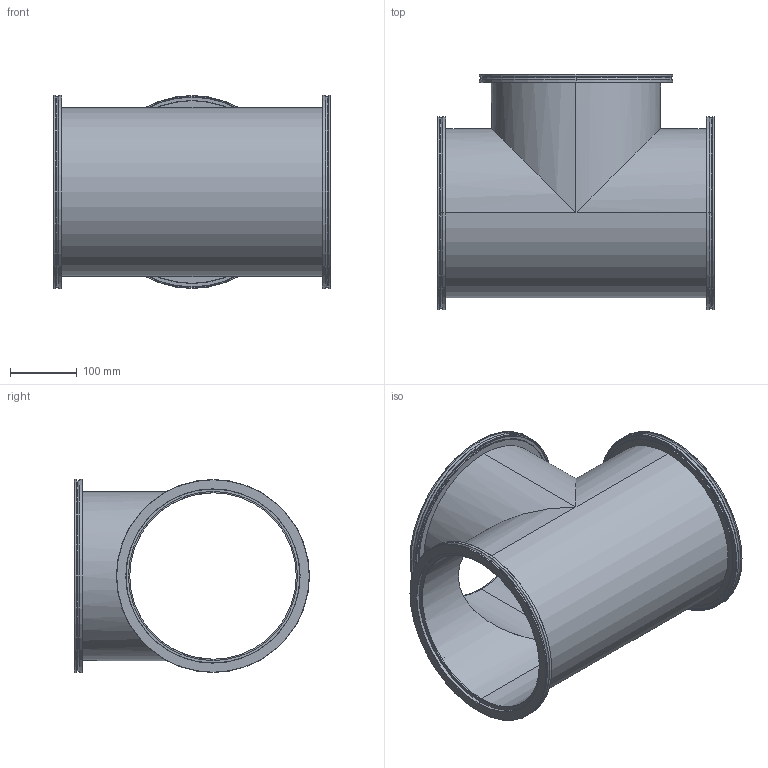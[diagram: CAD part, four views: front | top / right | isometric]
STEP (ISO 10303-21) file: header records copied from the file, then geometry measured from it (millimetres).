
FILE_DESCRIPTION (( 'STEP AP214' ), '1' );
FILE_NAME ('Hositrad_ISO250-T.STEP', '2017-06-02T12:18:02', ( 'Gebruiker' ), ( '' ), 'SwSTEP 2.0', 'SolidWorks 2017', '' );
FILE_SCHEMA (( 'AUTOMOTIVE_DESIGN' ));
Length unit declared in the file: millimetre
Products named in the file (3): ISO-K-Weld-All_ISO250-254; ISO-K_Tee_All_ISO250-T; Hositrad_ISO250-T
Assembly tree (4 placements, depth 2):
  Hositrad_ISO250-T
    ISO-K_Tee_All_ISO250-T
    ISO-K-Weld-All_ISO250-254  x3
Bounding box: 416 x 353 x 290 mm (x, y, z)
Volume: 1167418.5 mm3; surface area: 886472.7 mm2
Topology: 4 solids, 4 shells, 115 faces, 232 edges, 136 vertices
Faces by surface type: cylinder 52, cone 30, plane 21, torus 12
Entity records: 1372 total; most frequent: DIRECTION 256, CARTESIAN_POINT 218, ORIENTED_EDGE 192, AXIS2_PLACEMENT_3D 110, EDGE_CURVE 96, CIRCLE 56, EDGE_LOOP 56, VERTEX_POINT 56
